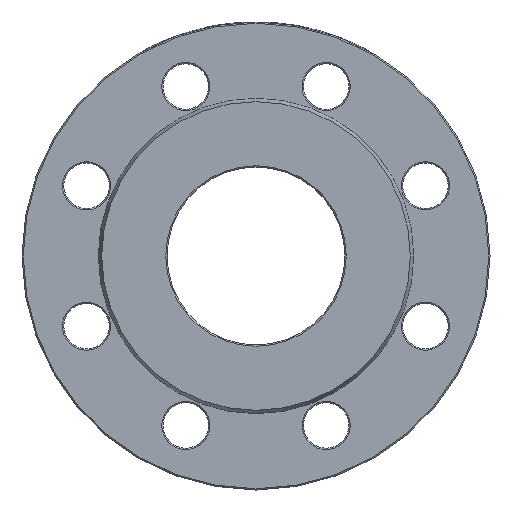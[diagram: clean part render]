
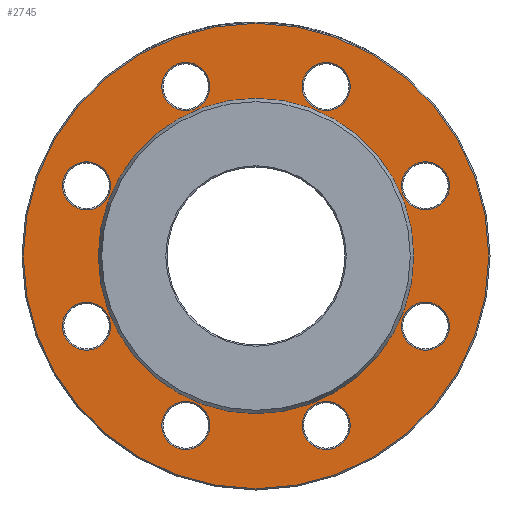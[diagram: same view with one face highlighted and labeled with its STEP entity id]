
A CAD part, left-side view. The second image highlights one B-rep face of the part: STEP entity #2745.
In plain terms, the highlighted planar face has unit normal (-1, 0, 0).
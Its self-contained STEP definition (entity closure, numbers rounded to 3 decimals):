
#34 = DIRECTION ( 'NONE',  ( 0., -0.707, 0.707 ) ) ;
#149 = EDGE_CURVE ( 'NONE', #3893, #3893, #1435, .T. ) ;
#260 = AXIS2_PLACEMENT_3D ( 'NONE', #1539, #3806, #3349 ) ;
#316 = ORIENTED_EDGE ( 'NONE', *, *, #7165, .T. ) ;
#360 = DIRECTION ( 'NONE',  ( 0., 1., 0. ) ) ;
#440 = DIRECTION ( 'NONE',  ( -1., 0., 0. ) ) ;
#468 = EDGE_CURVE ( 'NONE', #2676, #2676, #4162, .T. ) ;
#507 = CARTESIAN_POINT ( 'NONE',  ( 3., -66.981, 37.245 ) ) ;
#549 = DIRECTION ( 'NONE',  ( 0., -0.707, -0.707 ) ) ;
#594 = DIRECTION ( 'NONE',  ( 0., -1., 0. ) ) ;
#608 = CIRCLE ( 'NONE', #260, 9.5 ) ;
#672 = DIRECTION ( 'NONE',  ( 0., 0.707, -0.707 ) ) ;
#685 = FACE_BOUND ( 'NONE', #6657, .T. ) ;
#720 = FACE_BOUND ( 'NONE', #3918, .T. ) ;
#856 = AXIS2_PLACEMENT_3D ( 'NONE', #2114, #440, #6681 ) ;
#892 = EDGE_CURVE ( 'NONE', #2708, #2708, #6772, .T. ) ;
#923 = CARTESIAN_POINT ( 'NONE',  ( 3., 21.027, -73.699 ) ) ;
#926 = ORIENTED_EDGE ( 'NONE', *, *, #149, .T. ) ;
#959 = CIRCLE ( 'NONE', #5353, 92. ) ;
#1054 = EDGE_LOOP ( 'NONE', ( #4501 ) ) ;
#1100 = ORIENTED_EDGE ( 'NONE', *, *, #6225, .T. ) ;
#1171 = CARTESIAN_POINT ( 'NONE',  ( 3., 0., 62.336 ) ) ;
#1211 = DIRECTION ( 'NONE',  ( 0., 0., -1. ) ) ;
#1311 = FACE_BOUND ( 'NONE', #1054, .T. ) ;
#1435 = CIRCLE ( 'NONE', #6543, 9.5 ) ;
#1493 = DIRECTION ( 'NONE',  ( 1., 0., 0. ) ) ;
#1539 = CARTESIAN_POINT ( 'NONE',  ( 3., -27.745, 66.981 ) ) ;
#1603 = EDGE_LOOP ( 'NONE', ( #926 ) ) ;
#1833 = EDGE_LOOP ( 'NONE', ( #6449 ) ) ;
#1905 = DIRECTION ( 'NONE',  ( 0., 0., -1. ) ) ;
#1937 = CARTESIAN_POINT ( 'NONE',  ( 3., 66.981, 27.745 ) ) ;
#1990 = EDGE_CURVE ( 'NONE', #3823, #3823, #608, .T. ) ;
#2079 = CIRCLE ( 'NONE', #6583, 9.5 ) ;
#2114 = CARTESIAN_POINT ( 'NONE',  ( 3., 0., 0. ) ) ;
#2147 = AXIS2_PLACEMENT_3D ( 'NONE', #4926, #4337, #360 ) ;
#2346 = CARTESIAN_POINT ( 'NONE',  ( 3., -27.745, -66.981 ) ) ;
#2672 = CIRCLE ( 'NONE', #2897, 9.5 ) ;
#2676 = VERTEX_POINT ( 'NONE', #4997 ) ;
#2679 = ORIENTED_EDGE ( 'NONE', *, *, #6644, .F. ) ;
#2702 = EDGE_LOOP ( 'NONE', ( #316 ) ) ;
#2708 = VERTEX_POINT ( 'NONE', #507 ) ;
#2745 = ADVANCED_FACE ( 'NONE', ( #6704, #685, #1311, #720, #3423, #5209, #5170, #3547, #4025, #4652 ), #2951, .F. ) ;
#2785 = CARTESIAN_POINT ( 'NONE',  ( 3., 66.981, -27.745 ) ) ;
#2814 = VERTEX_POINT ( 'NONE', #1171 ) ;
#2859 = ORIENTED_EDGE ( 'NONE', *, *, #4956, .T. ) ;
#2897 = AXIS2_PLACEMENT_3D ( 'NONE', #2346, #5637, #594 ) ;
#2898 = EDGE_LOOP ( 'NONE', ( #2859 ) ) ;
#2951 = PLANE ( 'NONE',  #6935 ) ;
#3064 = CIRCLE ( 'NONE', #3278, 9.5 ) ;
#3260 = CARTESIAN_POINT ( 'NONE',  ( 3., -21.027, 73.699 ) ) ;
#3278 = AXIS2_PLACEMENT_3D ( 'NONE', #3443, #3487, #549 ) ;
#3349 = DIRECTION ( 'NONE',  ( 0., 0.707, 0.707 ) ) ;
#3423 = FACE_BOUND ( 'NONE', #6741, .T. ) ;
#3443 = CARTESIAN_POINT ( 'NONE',  ( 3., 27.745, -66.981 ) ) ;
#3487 = DIRECTION ( 'NONE',  ( 1., 0., 0. ) ) ;
#3547 = FACE_BOUND ( 'NONE', #1833, .T. ) ;
#3716 = EDGE_CURVE ( 'NONE', #3752, #3752, #3064, .T. ) ;
#3752 = VERTEX_POINT ( 'NONE', #923 ) ;
#3782 = ORIENTED_EDGE ( 'NONE', *, *, #468, .T. ) ;
#3788 = CARTESIAN_POINT ( 'NONE',  ( 3., -37.245, -66.981 ) ) ;
#3806 = DIRECTION ( 'NONE',  ( 1., 0., 0. ) ) ;
#3823 = VERTEX_POINT ( 'NONE', #3260 ) ;
#3832 = CARTESIAN_POINT ( 'NONE',  ( 3., -66.981, 27.745 ) ) ;
#3893 = VERTEX_POINT ( 'NONE', #6646 ) ;
#3918 = EDGE_LOOP ( 'NONE', ( #6099 ) ) ;
#4025 = FACE_OUTER_BOUND ( 'NONE', #2702, .T. ) ;
#4077 = VERTEX_POINT ( 'NONE', #5033 ) ;
#4162 = CIRCLE ( 'NONE', #2147, 9.5 ) ;
#4337 = DIRECTION ( 'NONE',  ( 1., 0., 0. ) ) ;
#4477 = CARTESIAN_POINT ( 'NONE',  ( 3., 66.981, -37.245 ) ) ;
#4501 = ORIENTED_EDGE ( 'NONE', *, *, #1990, .T. ) ;
#4569 = DIRECTION ( 'NONE',  ( 1., 0., 0. ) ) ;
#4586 = DIRECTION ( 'NONE',  ( 1., 0., 0. ) ) ;
#4610 = EDGE_LOOP ( 'NONE', ( #2679 ) ) ;
#4652 = FACE_BOUND ( 'NONE', #4610, .T. ) ;
#4752 = DIRECTION ( 'NONE',  ( 1., 0., 0. ) ) ;
#4879 = CIRCLE ( 'NONE', #6558, 9.5 ) ;
#4926 = CARTESIAN_POINT ( 'NONE',  ( 3., 27.745, 66.981 ) ) ;
#4956 = EDGE_CURVE ( 'NONE', #6682, #6682, #2672, .T. ) ;
#4984 = EDGE_LOOP ( 'NONE', ( #5350 ) ) ;
#4997 = CARTESIAN_POINT ( 'NONE',  ( 3., 37.245, 66.981 ) ) ;
#5033 = CARTESIAN_POINT ( 'NONE',  ( 3., -73.699, -21.027 ) ) ;
#5170 = FACE_BOUND ( 'NONE', #4984, .T. ) ;
#5209 = FACE_BOUND ( 'NONE', #2898, .T. ) ;
#5249 = CARTESIAN_POINT ( 'NONE',  ( 3., 62.336, 0. ) ) ;
#5283 = CARTESIAN_POINT ( 'NONE',  ( 3., 0., 0. ) ) ;
#5350 = ORIENTED_EDGE ( 'NONE', *, *, #3716, .T. ) ;
#5353 = AXIS2_PLACEMENT_3D ( 'NONE', #5283, #7073, #1905 ) ;
#5384 = EDGE_CURVE ( 'NONE', #5780, #5780, #2079, .T. ) ;
#5637 = DIRECTION ( 'NONE',  ( 1., 0., 0. ) ) ;
#5660 = CARTESIAN_POINT ( 'NONE',  ( 3., 0., -92. ) ) ;
#5780 = VERTEX_POINT ( 'NONE', #4477 ) ;
#6027 = DIRECTION ( 'NONE',  ( 0., 0., 1. ) ) ;
#6099 = ORIENTED_EDGE ( 'NONE', *, *, #892, .T. ) ;
#6225 = EDGE_CURVE ( 'NONE', #4077, #4077, #4879, .T. ) ;
#6449 = ORIENTED_EDGE ( 'NONE', *, *, #5384, .T. ) ;
#6543 = AXIS2_PLACEMENT_3D ( 'NONE', #1937, #4752, #672 ) ;
#6558 = AXIS2_PLACEMENT_3D ( 'NONE', #6919, #6801, #34 ) ;
#6583 = AXIS2_PLACEMENT_3D ( 'NONE', #2785, #4586, #1211 ) ;
#6644 = EDGE_CURVE ( 'NONE', #2814, #2814, #7267, .T. ) ;
#6646 = CARTESIAN_POINT ( 'NONE',  ( 3., 73.699, 21.027 ) ) ;
#6657 = EDGE_LOOP ( 'NONE', ( #3782 ) ) ;
#6681 = DIRECTION ( 'NONE',  ( 0., 0., 1. ) ) ;
#6682 = VERTEX_POINT ( 'NONE', #3788 ) ;
#6704 = FACE_BOUND ( 'NONE', #1603, .T. ) ;
#6741 = EDGE_LOOP ( 'NONE', ( #1100 ) ) ;
#6772 = CIRCLE ( 'NONE', #7022, 9.5 ) ;
#6801 = DIRECTION ( 'NONE',  ( 1., 0., 0. ) ) ;
#6919 = CARTESIAN_POINT ( 'NONE',  ( 3., -66.981, -27.745 ) ) ;
#6926 = DIRECTION ( 'NONE',  ( 0., 0., -1. ) ) ;
#6935 = AXIS2_PLACEMENT_3D ( 'NONE', #5249, #4569, #6926 ) ;
#7022 = AXIS2_PLACEMENT_3D ( 'NONE', #3832, #1493, #6027 ) ;
#7073 = DIRECTION ( 'NONE',  ( -1., 0., 0. ) ) ;
#7165 = EDGE_CURVE ( 'NONE', #7310, #7310, #959, .T. ) ;
#7267 = CIRCLE ( 'NONE', #856, 62.336 ) ;
#7310 = VERTEX_POINT ( 'NONE', #5660 ) ;
